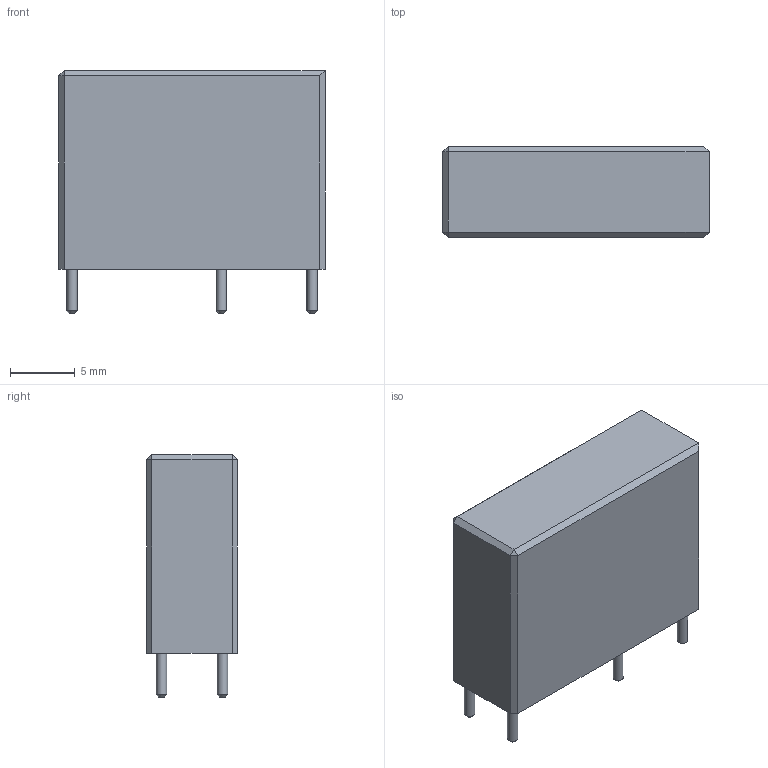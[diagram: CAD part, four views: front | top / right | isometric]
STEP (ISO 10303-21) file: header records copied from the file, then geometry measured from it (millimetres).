
FILE_DESCRIPTION(/* description */ ('STEP AP242','CAx-IF Rec.Pracs.---Representation and Presentation of Product Manufacturing Information (PMI)---4.0---2014-10-13','CAx-IF Rec.Pracs.---3D Tessellated Geometry---0.4---2014-09-14','2;1'),/* implementation_level */ '2;1');
FILE_NAME(/* name */ '63cc32abd5e4b6678bfa695b',/* time_stamp */ '2023-01-21T18:45:00+00:00',/* author */ (''),/* organization */ (''),/* preprocessor_version */ 'ST-DEVELOPER v18.102',/* originating_system */ ' ',/* authorisation */ ' ');
FILE_SCHEMA (('AP242_MANAGED_MODEL_BASED_3D_ENGINEERING_MIM_LF { 1 0 10303 442 1 1 4 }'));
Length unit declared in the file: metre
Products named in the file (5): pin; body
Bounding box: 20.5 x 7 x 18.7 mm (x, y, z)
Volume: 2193.6 mm3; surface area: 1139.2 mm2
Topology: 5 solids, 5 shells, 31 faces, 51 edges, 30 vertices
Faces by surface type: plane 23, cylinder 4, cone 4
Full cylindrical faces by diameter (mm): 0.8 x4
Entity records: 785 total; most frequent: DIRECTION 127, CARTESIAN_POINT 109, ORIENTED_EDGE 86, AXIS2_PLACEMENT_3D 48, EDGE_CURVE 43, EDGE_LOOP 39, FACE_BOUND 39, LINE 31
